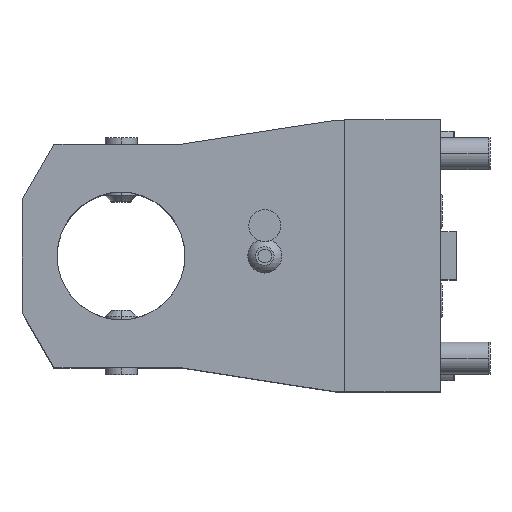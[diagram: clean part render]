
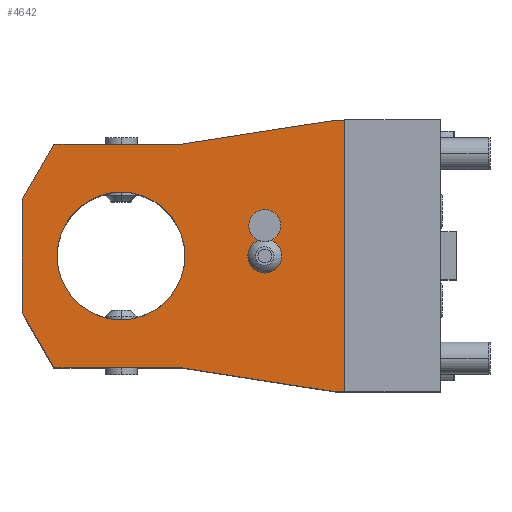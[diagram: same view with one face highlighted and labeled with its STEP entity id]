
A CAD part, top view. The second image highlights one B-rep face of the part: STEP entity #4642.
In plain terms, the highlighted planar face has unit normal (0, 0, 1).
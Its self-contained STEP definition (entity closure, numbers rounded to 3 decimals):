
#59=DIRECTION('',(1.,0.,0.));
#60=VECTOR('',#59,40.);
#61=CARTESIAN_POINT('',(-121.,-35.,0.));
#62=LINE('',#61,#60);
#129=DIRECTION('',(0.5,-0.866,0.));
#130=VECTOR('',#129,20.);
#131=CARTESIAN_POINT('',(-131.,-17.679,0.));
#132=LINE('',#131,#130);
#137=DIRECTION('',(0.,1.,0.));
#138=VECTOR('',#137,85.);
#139=CARTESIAN_POINT('',(-30.,-42.5,0.));
#140=LINE('',#139,#138);
#141=CARTESIAN_POINT('',(-100.,0.,0.));
#142=DIRECTION('',(0.,0.,1.));
#143=DIRECTION('',(0.,1.,0.));
#144=AXIS2_PLACEMENT_3D('',#141,#142,#143);
#146=CARTESIAN_POINT('',(-100.,0.,0.));
#147=DIRECTION('',(0.,0.,1.));
#148=DIRECTION('',(0.,-1.,0.));
#149=AXIS2_PLACEMENT_3D('',#146,#147,#148);
#151=CARTESIAN_POINT('',(-55.,0.,0.));
#152=DIRECTION('',(0.,0.,1.));
#153=DIRECTION('',(0.,1.,0.));
#154=AXIS2_PLACEMENT_3D('',#151,#152,#153);
#156=CARTESIAN_POINT('',(-55.,0.,0.));
#157=DIRECTION('',(0.,0.,1.));
#158=DIRECTION('',(0.,-1.,0.));
#159=AXIS2_PLACEMENT_3D('',#156,#157,#158);
#161=CARTESIAN_POINT('',(-55.,9.5,0.));
#162=DIRECTION('',(0.,0.,-1.));
#163=DIRECTION('',(0.,1.,0.));
#164=AXIS2_PLACEMENT_3D('',#161,#162,#163);
#166=CARTESIAN_POINT('',(-55.,9.5,0.));
#167=DIRECTION('',(0.,0.,-1.));
#168=DIRECTION('',(0.,-1.,0.));
#169=AXIS2_PLACEMENT_3D('',#166,#167,#168);
#183=DIRECTION('',(1.,0.,0.));
#184=VECTOR('',#183,3.);
#185=CARTESIAN_POINT('',(-33.,42.5,0.));
#186=LINE('',#185,#184);
#466=DIRECTION('',(-0.988,-0.154,0.));
#467=VECTOR('',#466,48.582);
#468=CARTESIAN_POINT('',(-33.,42.5,0.));
#469=LINE('',#468,#467);
#595=DIRECTION('',(-1.,0.,0.));
#596=VECTOR('',#595,40.);
#597=CARTESIAN_POINT('',(-81.,35.,0.));
#598=LINE('',#597,#596);
#665=DIRECTION('',(-0.5,-0.866,0.));
#666=VECTOR('',#665,20.);
#667=CARTESIAN_POINT('',(-121.,35.,0.));
#668=LINE('',#667,#666);
#673=DIRECTION('',(0.,-1.,0.));
#674=VECTOR('',#673,35.359);
#675=CARTESIAN_POINT('',(-131.,17.679,0.));
#676=LINE('',#675,#674);
#809=DIRECTION('',(0.988,-0.154,0.));
#810=VECTOR('',#809,48.582);
#811=CARTESIAN_POINT('',(-81.,-35.,0.));
#812=LINE('',#811,#810);
#863=DIRECTION('',(1.,0.,0.));
#864=VECTOR('',#863,3.);
#865=CARTESIAN_POINT('',(-33.,-42.5,0.));
#866=LINE('',#865,#864);
#3835=CARTESIAN_POINT('',(-33.,42.5,0.));
#3836=CARTESIAN_POINT('',(-30.,42.5,0.));
#3837=VERTEX_POINT('',#3835);
#3838=VERTEX_POINT('',#3836);
#3839=CARTESIAN_POINT('',(-121.,35.,0.));
#3840=CARTESIAN_POINT('',(-131.,17.679,0.));
#3841=VERTEX_POINT('',#3839);
#3842=VERTEX_POINT('',#3840);
#3843=CARTESIAN_POINT('',(-131.,-17.679,0.));
#3844=VERTEX_POINT('',#3843);
#3845=CARTESIAN_POINT('',(-121.,-35.,0.));
#3846=VERTEX_POINT('',#3845);
#3847=CARTESIAN_POINT('',(-33.,-42.5,0.));
#3848=CARTESIAN_POINT('',(-30.,-42.5,0.));
#3849=VERTEX_POINT('',#3847);
#3850=VERTEX_POINT('',#3848);
#3851=CARTESIAN_POINT('',(-81.,-35.,0.));
#3852=VERTEX_POINT('',#3851);
#3853=CARTESIAN_POINT('',(-81.,35.,0.));
#3854=VERTEX_POINT('',#3853);
#3855=CARTESIAN_POINT('',(-100.,20.,0.));
#3856=CARTESIAN_POINT('',(-100.,-20.,0.));
#3857=VERTEX_POINT('',#3855);
#3858=VERTEX_POINT('',#3856);
#4085=CARTESIAN_POINT('',(-55.,5.333,0.));
#4086=CARTESIAN_POINT('',(-55.,-5.333,0.));
#4087=VERTEX_POINT('',#4085);
#4088=VERTEX_POINT('',#4086);
#4109=CARTESIAN_POINT('',(-55.,13.2,0.));
#4110=CARTESIAN_POINT('',(-55.,5.8,0.));
#4111=VERTEX_POINT('',#4109);
#4112=VERTEX_POINT('',#4110);
#4599=CARTESIAN_POINT('',(0.,0.,0.));
#4600=DIRECTION('',(0.,0.,1.));
#4601=DIRECTION('',(0.,1.,0.));
#4602=AXIS2_PLACEMENT_3D('',#4599,#4600,#4601);
#4603=PLANE('',#4602);
#4605=ORIENTED_EDGE('',*,*,#4604,.T.);
#4607=ORIENTED_EDGE('',*,*,#4606,.F.);
#4609=ORIENTED_EDGE('',*,*,#4608,.F.);
#4611=ORIENTED_EDGE('',*,*,#4610,.F.);
#4612=ORIENTED_EDGE('',*,*,#4540,.F.);
#4613=ORIENTED_EDGE('',*,*,#4590,.F.);
#4615=ORIENTED_EDGE('',*,*,#4614,.F.);
#4617=ORIENTED_EDGE('',*,*,#4616,.F.);
#4619=ORIENTED_EDGE('',*,*,#4618,.F.);
#4621=ORIENTED_EDGE('',*,*,#4620,.F.);
#4622=EDGE_LOOP('',(#4605,#4607,#4609,#4611,#4612,#4613,#4615,#4617,#4619,
#4621));
#4623=FACE_OUTER_BOUND('',#4622,.F.);
#4625=ORIENTED_EDGE('',*,*,#4624,.T.);
#4627=ORIENTED_EDGE('',*,*,#4626,.T.);
#4628=EDGE_LOOP('',(#4625,#4627));
#4629=FACE_BOUND('',#4628,.F.);
#4631=ORIENTED_EDGE('',*,*,#4630,.T.);
#4633=ORIENTED_EDGE('',*,*,#4632,.T.);
#4634=EDGE_LOOP('',(#4631,#4633));
#4635=FACE_BOUND('',#4634,.F.);
#4637=ORIENTED_EDGE('',*,*,#4636,.F.);
#4639=ORIENTED_EDGE('',*,*,#4638,.F.);
#4640=EDGE_LOOP('',(#4637,#4639));
#4641=FACE_BOUND('',#4640,.F.);
#4642=ADVANCED_FACE('',(#4623,#4629,#4635,#4641),#4603,.T.);
#145=CIRCLE('',#144,20.);
#150=CIRCLE('',#149,20.);
#155=CIRCLE('',#154,5.333);
#160=CIRCLE('',#159,5.333);
#165=CIRCLE('',#164,3.7);
#170=CIRCLE('',#169,3.7);
#4540=EDGE_CURVE('',#3846,#3852,#62,.T.);
#4590=EDGE_CURVE('',#3844,#3846,#132,.T.);
#4604=EDGE_CURVE('',#3837,#3838,#186,.T.);
#4606=EDGE_CURVE('',#3850,#3838,#140,.T.);
#4608=EDGE_CURVE('',#3849,#3850,#866,.T.);
#4610=EDGE_CURVE('',#3852,#3849,#812,.T.);
#4614=EDGE_CURVE('',#3842,#3844,#676,.T.);
#4616=EDGE_CURVE('',#3841,#3842,#668,.T.);
#4618=EDGE_CURVE('',#3854,#3841,#598,.T.);
#4620=EDGE_CURVE('',#3837,#3854,#469,.T.);
#4624=EDGE_CURVE('',#3857,#3858,#145,.T.);
#4626=EDGE_CURVE('',#3858,#3857,#150,.T.);
#4630=EDGE_CURVE('',#4087,#4088,#155,.T.);
#4632=EDGE_CURVE('',#4088,#4087,#160,.T.);
#4636=EDGE_CURVE('',#4111,#4112,#165,.T.);
#4638=EDGE_CURVE('',#4112,#4111,#170,.T.);
